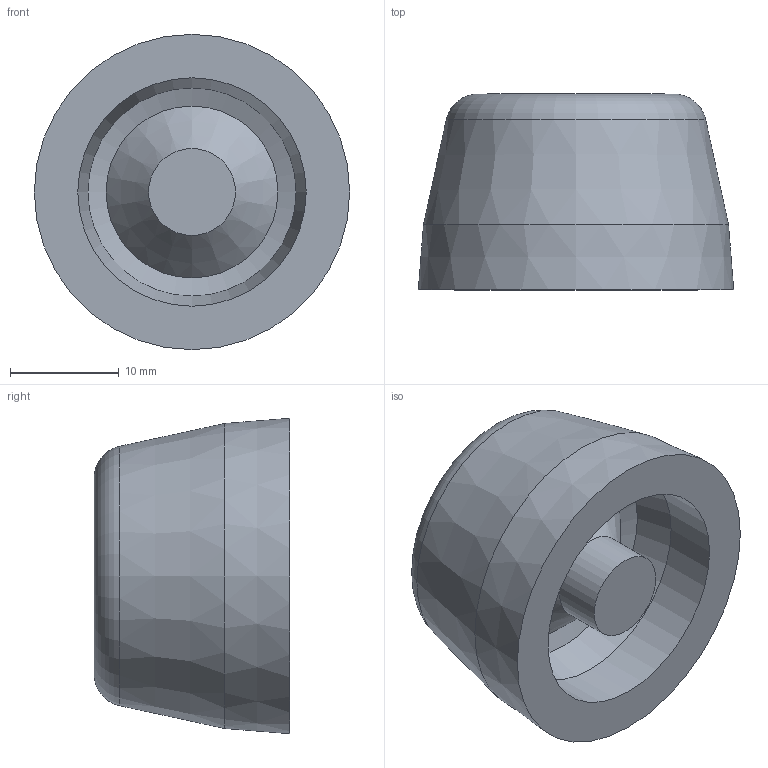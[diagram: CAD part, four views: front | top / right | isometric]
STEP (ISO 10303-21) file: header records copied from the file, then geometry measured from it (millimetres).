
FILE_DESCRIPTION(('FreeCAD Model'),'2;1');
FILE_NAME('Open CASCADE Shape Model','2024-03-18T17:51:48',(''),(''), 'Open CASCADE STEP processor 7.6','FreeCAD','Unknown');
FILE_SCHEMA(('AUTOMOTIVE_DESIGN { 1 0 10303 214 1 1 1 1 }'));
Length unit declared in the file: millimetre
Products named in the file (1): STI6-PP30ESD
Bounding box: 29 x 18 x 29 mm (x, y, z)
Volume: 6201.1 mm3; surface area: 3545 mm2
Topology: 1 solids, 1 shells, 14 faces, 26 edges, 15 vertices
Faces by surface type: cone 6, plane 3, torus 2, cylinder 2, sphere 1
Full cylindrical faces by diameter (mm): 8 x1, 21 x1
Entity records: 746 total; most frequent: CARTESIAN_POINT 198, DIRECTION 103, ORIENTED_EDGE 50, PCURVE 50, DEFINITIONAL_REPRESENTATION 50, LINE 43, VECTOR 43, AXIS2_PLACEMENT_3D 29
